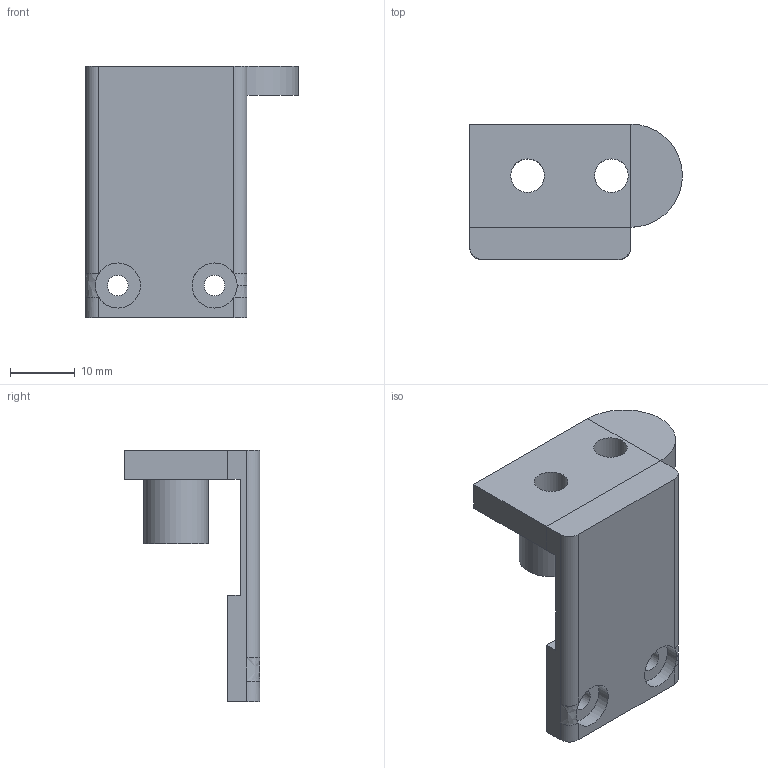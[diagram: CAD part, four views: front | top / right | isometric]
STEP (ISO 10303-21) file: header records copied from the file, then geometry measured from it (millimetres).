
FILE_DESCRIPTION(('FreeCAD Model'),'2;1');
FILE_NAME('Open CASCADE Shape Model','2025-03-21T19:42:17',(''),(''), 'Open CASCADE STEP processor 7.8','FreeCAD','Unknown');
FILE_SCHEMA(('AUTOMOTIVE_DESIGN { 1 0 10303 214 1 1 1 1 }'));
Length unit declared in the file: millimetre
Products named in the file (1): dshear_right
Bounding box: 33 x 21 x 39 mm (x, y, z)
Volume: 6340.6 mm3; surface area: 4389.7 mm2
Topology: 1 solids, 1 shells, 34 faces, 80 edges, 49 vertices
Faces by surface type: plane 18, cylinder 13, bspline 3
Full cylindrical faces by diameter (mm): 3.2 x2, 5.2 x3, 7 x2, 10 x1
Entity records: 1076 total; most frequent: CARTESIAN_POINT 276, DIRECTION 160, ORIENTED_EDGE 160, EDGE_CURVE 80, AXIS2_PLACEMENT_3D 57, VERTEX_POINT 49, LINE 46, VECTOR 46
